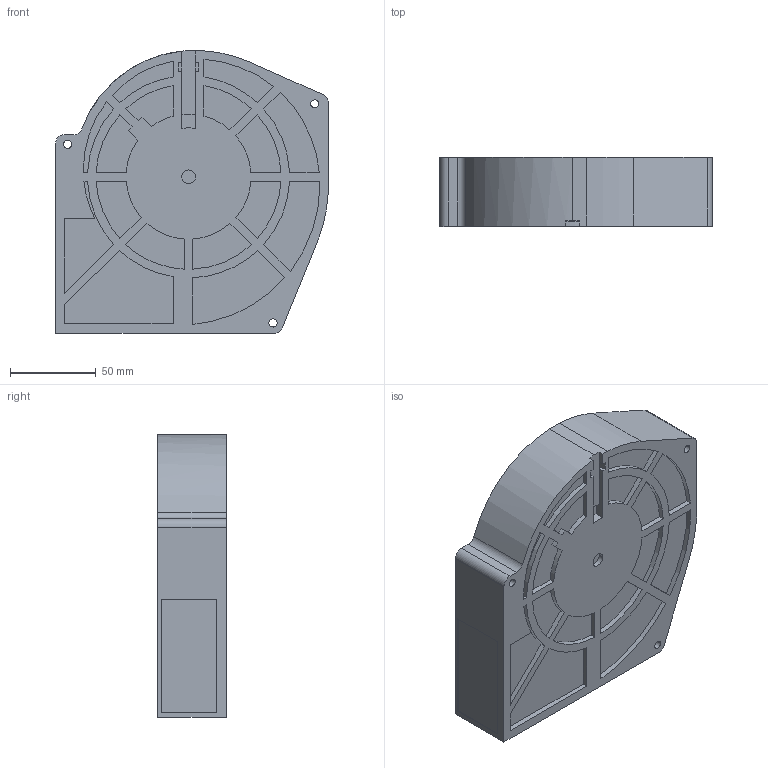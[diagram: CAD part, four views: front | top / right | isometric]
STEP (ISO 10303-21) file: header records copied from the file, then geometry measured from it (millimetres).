
FILE_DESCRIPTION((''),'2;1');
FILE_NAME('BFB1612','2017-04-07T',('yiliang.gong'),(''),'CREO PARAMETRIC BY PTC INC, 2015080','CREO PARAMETRIC BY PTC INC, 2015080','');
FILE_SCHEMA(('CONFIG_CONTROL_DESIGN'));
Length unit declared in the file: millimetre
Products named in the file (1): BFB1612
Bounding box: 159 x 40.1 x 165 mm (x, y, z)
Volume: 863485.4 mm3; surface area: 76780.2 mm2
Topology: 1 solids, 1 shells, 140 faces, 351 edges, 232 vertices
Faces by surface type: plane 86, cylinder 52, torus 2
Entity records: 4246 total; most frequent: DIRECTION 740, CARTESIAN_POINT 723, ORIENTED_EDGE 702, EDGE_CURVE 351, AXIS2_PLACEMENT_3D 249, VECTOR 242, LINE 242, VERTEX_POINT 232
